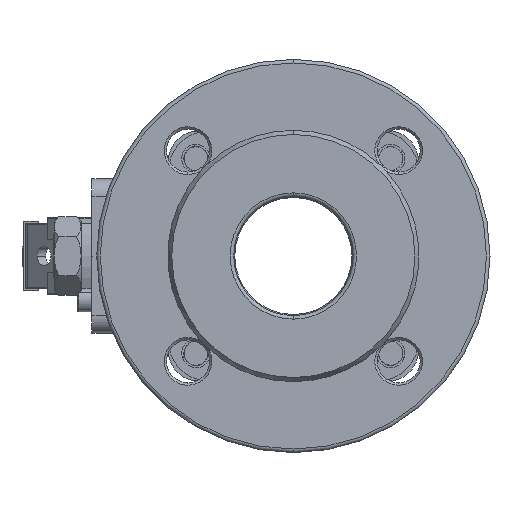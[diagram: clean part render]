
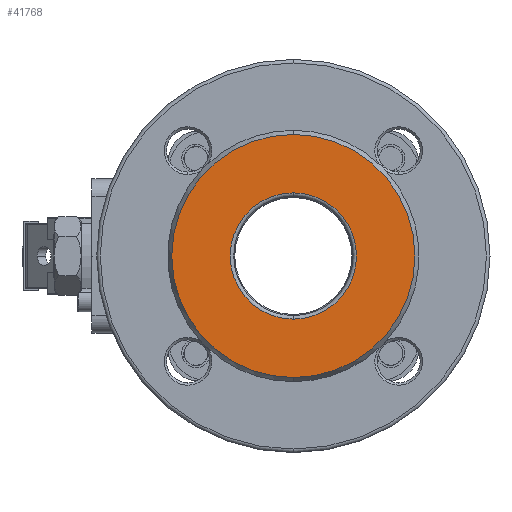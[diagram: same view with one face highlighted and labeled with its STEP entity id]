
A CAD part, left-side view. The second image highlights one B-rep face of the part: STEP entity #41768.
In plain terms, the highlighted planar face has unit normal (-1, 0, 0).
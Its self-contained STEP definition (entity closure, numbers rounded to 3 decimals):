
#4202 = DIRECTION ( 'NONE',  ( -1., 0., 0. ) ) ;
#4549 = CARTESIAN_POINT ( 'NONE',  ( 13.976, -1., 49.782 ) ) ;
#7528 = EDGE_LOOP ( 'NONE', ( #32398, #11027 ) ) ;
#8111 = CARTESIAN_POINT ( 'NONE',  ( 13.976, -1., 23.282 ) ) ;
#9609 = CIRCLE ( 'NONE', #26499, 26.5 ) ;
#10669 = ORIENTED_EDGE ( 'NONE', *, *, #27459, .T. ) ;
#10693 = DIRECTION ( 'NONE',  ( 0., 0., 1. ) ) ;
#11027 = ORIENTED_EDGE ( 'NONE', *, *, #51942, .F. ) ;
#12283 = PLANE ( 'NONE',  #50868 ) ;
#12773 = CARTESIAN_POINT ( 'NONE',  ( 13.976, -1., -3.218 ) ) ;
#13111 = DIRECTION ( 'NONE',  ( 0., 0., 1. ) ) ;
#16623 = CARTESIAN_POINT ( 'NONE',  ( 13.976, -1., -27.718 ) ) ;
#17005 = DIRECTION ( 'NONE',  ( 0., 0., 1. ) ) ;
#18677 = CARTESIAN_POINT ( 'NONE',  ( 13.976, -1., 74.282 ) ) ;
#19796 = DIRECTION ( 'NONE',  ( -1., 0., 0. ) ) ;
#22940 = CARTESIAN_POINT ( 'NONE',  ( 13.976, -1., 23.282 ) ) ;
#24527 = CIRCLE ( 'NONE', #31614, 26.5 ) ;
#26499 = AXIS2_PLACEMENT_3D ( 'NONE', #37333, #46448, #53666 ) ;
#26702 = EDGE_CURVE ( 'NONE', #54303, #53171, #9609, .T. ) ;
#27459 = EDGE_CURVE ( 'NONE', #33248, #47796, #42461, .T. ) ;
#28973 = DIRECTION ( 'NONE',  ( -1., 0., 0. ) ) ;
#29266 = DIRECTION ( 'NONE',  ( 0., 0., 1. ) ) ;
#30341 = ORIENTED_EDGE ( 'NONE', *, *, #54674, .T. ) ;
#31614 = AXIS2_PLACEMENT_3D ( 'NONE', #8111, #28973, #13111 ) ;
#32398 = ORIENTED_EDGE ( 'NONE', *, *, #26702, .F. ) ;
#32868 = FACE_OUTER_BOUND ( 'NONE', #40786, .T. ) ;
#33248 = VERTEX_POINT ( 'NONE', #18677 ) ;
#37333 = CARTESIAN_POINT ( 'NONE',  ( 13.976, -1., 23.282 ) ) ;
#39131 = CARTESIAN_POINT ( 'NONE',  ( 13.976, -1., 23.282 ) ) ;
#39808 = AXIS2_PLACEMENT_3D ( 'NONE', #22940, #44537, #10693 ) ;
#40786 = EDGE_LOOP ( 'NONE', ( #30341, #10669 ) ) ;
#41146 = CARTESIAN_POINT ( 'NONE',  ( 13.976, -27.5, 23.282 ) ) ;
#41768 = ADVANCED_FACE ( 'NONE', ( #50290, #32868 ), #12283, .T. ) ;
#42461 = CIRCLE ( 'NONE', #39808, 51. ) ;
#44537 = DIRECTION ( 'NONE',  ( -1., 0., 0. ) ) ;
#46448 = DIRECTION ( 'NONE',  ( -1., 0., 0. ) ) ;
#47796 = VERTEX_POINT ( 'NONE', #16623 ) ;
#49481 = AXIS2_PLACEMENT_3D ( 'NONE', #39131, #4202, #17005 ) ;
#50290 = FACE_BOUND ( 'NONE', #7528, .T. ) ;
#50868 = AXIS2_PLACEMENT_3D ( 'NONE', #41146, #19796, #29266 ) ;
#51942 = EDGE_CURVE ( 'NONE', #53171, #54303, #24527, .T. ) ;
#53171 = VERTEX_POINT ( 'NONE', #12773 ) ;
#53666 = DIRECTION ( 'NONE',  ( 0., 0., 1. ) ) ;
#54303 = VERTEX_POINT ( 'NONE', #4549 ) ;
#54674 = EDGE_CURVE ( 'NONE', #47796, #33248, #54801, .T. ) ;
#54801 = CIRCLE ( 'NONE', #49481, 51. ) ;
